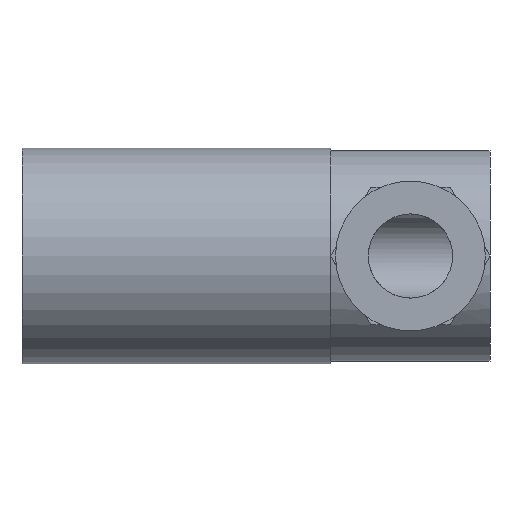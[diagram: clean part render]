
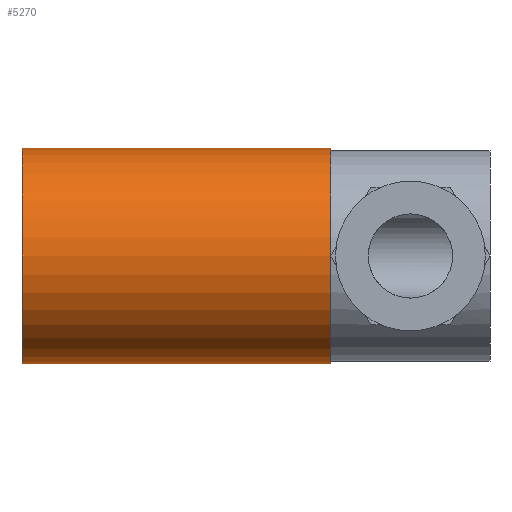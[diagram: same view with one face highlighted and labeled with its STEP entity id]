
A CAD part, front view. The second image highlights one B-rep face of the part: STEP entity #5270.
In plain terms, the highlighted cylindrical face has radius 11.5 mm (diameter 23 mm), a partial arc.
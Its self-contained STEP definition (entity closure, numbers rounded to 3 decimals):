
#227 = ORIENTED_EDGE ( 'NONE', *, *, #2814, .T. ) ;
#450 = DIRECTION ( 'NONE',  ( -1., 0., 0. ) ) ;
#475 = VECTOR ( 'NONE', #8042, 1000. ) ;
#626 = DIRECTION ( 'NONE',  ( -1., 0., 0. ) ) ;
#927 = CARTESIAN_POINT ( 'NONE',  ( 0., 0., 11.5 ) ) ;
#966 = CARTESIAN_POINT ( 'NONE',  ( 0., 0., 11.5 ) ) ;
#1138 = DIRECTION ( 'NONE',  ( 0., 0., 1. ) ) ;
#1206 = EDGE_CURVE ( 'NONE', #1904, #5064, #2388, .T. ) ;
#1754 = CARTESIAN_POINT ( 'NONE',  ( 0., 0., -11.5 ) ) ;
#1904 = VERTEX_POINT ( 'NONE', #8210 ) ;
#2192 = EDGE_CURVE ( 'NONE', #1904, #7968, #2379, .T. ) ;
#2287 = ORIENTED_EDGE ( 'NONE', *, *, #2192, .T. ) ;
#2379 = CIRCLE ( 'NONE', #7413, 11.5 ) ;
#2388 = LINE ( 'NONE', #1754, #5642 ) ;
#2814 = EDGE_CURVE ( 'NONE', #7968, #7579, #4111, .T. ) ;
#3553 = DIRECTION ( 'NONE',  ( 0., 0., 1. ) ) ;
#3670 = CARTESIAN_POINT ( 'NONE',  ( 33., 0., 11.5 ) ) ;
#4111 = LINE ( 'NONE', #966, #475 ) ;
#4275 = CYLINDRICAL_SURFACE ( 'NONE', #7294, 11.5 ) ;
#4438 = AXIS2_PLACEMENT_3D ( 'NONE', #4493, #626, #1138 ) ;
#4493 = CARTESIAN_POINT ( 'NONE',  ( 0., 0., 0. ) ) ;
#4546 = EDGE_LOOP ( 'NONE', ( #7091, #2287, #227, #6688 ) ) ;
#4989 = DIRECTION ( 'NONE',  ( -1., 0., 0. ) ) ;
#5064 = VERTEX_POINT ( 'NONE', #8079 ) ;
#5169 = CARTESIAN_POINT ( 'NONE',  ( 33., 0., 0. ) ) ;
#5270 = ADVANCED_FACE ( 'NONE', ( #7443 ), #4275, .T. ) ;
#5642 = VECTOR ( 'NONE', #4989, 1000. ) ;
#6286 = CARTESIAN_POINT ( 'NONE',  ( 0., 0., 0. ) ) ;
#6688 = ORIENTED_EDGE ( 'NONE', *, *, #7745, .F. ) ;
#7091 = ORIENTED_EDGE ( 'NONE', *, *, #1206, .F. ) ;
#7294 = AXIS2_PLACEMENT_3D ( 'NONE', #6286, #450, #3553 ) ;
#7413 = AXIS2_PLACEMENT_3D ( 'NONE', #5169, #8328, #8241 ) ;
#7443 = FACE_OUTER_BOUND ( 'NONE', #4546, .T. ) ;
#7579 = VERTEX_POINT ( 'NONE', #927 ) ;
#7745 = EDGE_CURVE ( 'NONE', #5064, #7579, #8395, .T. ) ;
#7968 = VERTEX_POINT ( 'NONE', #3670 ) ;
#8042 = DIRECTION ( 'NONE',  ( -1., 0., 0. ) ) ;
#8079 = CARTESIAN_POINT ( 'NONE',  ( 0., 0., -11.5 ) ) ;
#8210 = CARTESIAN_POINT ( 'NONE',  ( 33., 0., -11.5 ) ) ;
#8241 = DIRECTION ( 'NONE',  ( 0., 0., 1. ) ) ;
#8328 = DIRECTION ( 'NONE',  ( -1., 0., 0. ) ) ;
#8395 = CIRCLE ( 'NONE', #4438, 11.5 ) ;
